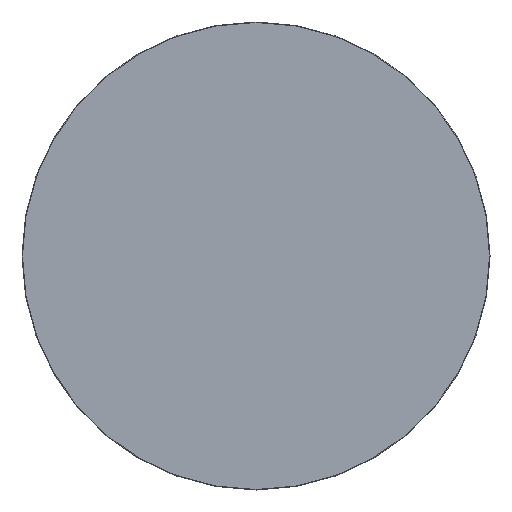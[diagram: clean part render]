
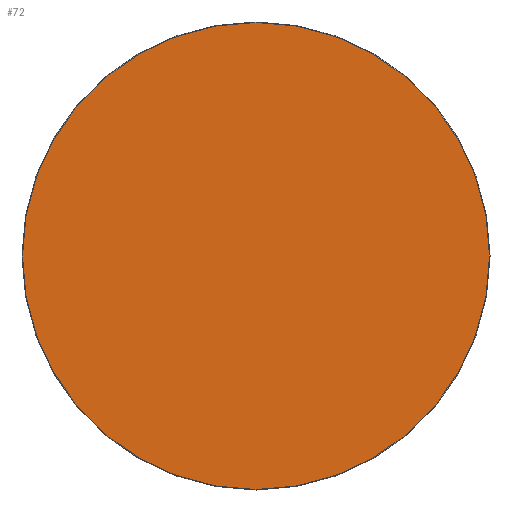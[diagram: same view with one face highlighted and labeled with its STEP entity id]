
A CAD part, front view. The second image highlights one B-rep face of the part: STEP entity #72.
In plain terms, the highlighted planar face has unit normal (0, -1, 0).
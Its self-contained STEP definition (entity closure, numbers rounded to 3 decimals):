
#1 = ORIENTED_EDGE ( 'NONE', *, *, #77, .T. ) ;
#6 = VERTEX_POINT ( 'NONE', #198 ) ;
#8 = ORIENTED_EDGE ( 'NONE', *, *, #157, .T. ) ;
#12 = DIRECTION ( 'NONE',  ( 0., 1., 0. ) ) ;
#34 = DIRECTION ( 'NONE',  ( 0., 0., 1. ) ) ;
#62 = CIRCLE ( 'NONE', #279, 149.7 ) ;
#72 = ADVANCED_FACE ( 'NONE', ( #199 ), #263, .F. ) ;
#77 = EDGE_CURVE ( 'NONE', #113, #6, #62, .T. ) ;
#90 = AXIS2_PLACEMENT_3D ( 'NONE', #166, #184, #34 ) ;
#103 = CARTESIAN_POINT ( 'NONE',  ( 0., -5., -149.7 ) ) ;
#113 = VERTEX_POINT ( 'NONE', #103 ) ;
#136 = CIRCLE ( 'NONE', #90, 149.7 ) ;
#146 = CARTESIAN_POINT ( 'NONE',  ( 0., -5., 0. ) ) ;
#157 = EDGE_CURVE ( 'NONE', #6, #113, #136, .T. ) ;
#158 = EDGE_LOOP ( 'NONE', ( #8, #1 ) ) ;
#163 = CARTESIAN_POINT ( 'NONE',  ( 0., -5., 0. ) ) ;
#166 = CARTESIAN_POINT ( 'NONE',  ( 0., -5., 0. ) ) ;
#168 = DIRECTION ( 'NONE',  ( 0., 0., 1. ) ) ;
#184 = DIRECTION ( 'NONE',  ( 0., -1., 0. ) ) ;
#198 = CARTESIAN_POINT ( 'NONE',  ( 0., -5., 149.7 ) ) ;
#199 = FACE_OUTER_BOUND ( 'NONE', #158, .T. ) ;
#246 = DIRECTION ( 'NONE',  ( 0., -1., 0. ) ) ;
#250 = DIRECTION ( 'NONE',  ( 0., 0., 1. ) ) ;
#263 = PLANE ( 'NONE',  #265 ) ;
#265 = AXIS2_PLACEMENT_3D ( 'NONE', #163, #12, #250 ) ;
#279 = AXIS2_PLACEMENT_3D ( 'NONE', #146, #246, #168 ) ;
